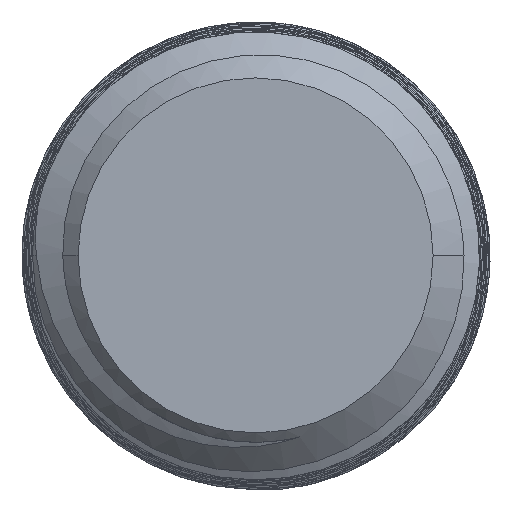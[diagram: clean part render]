
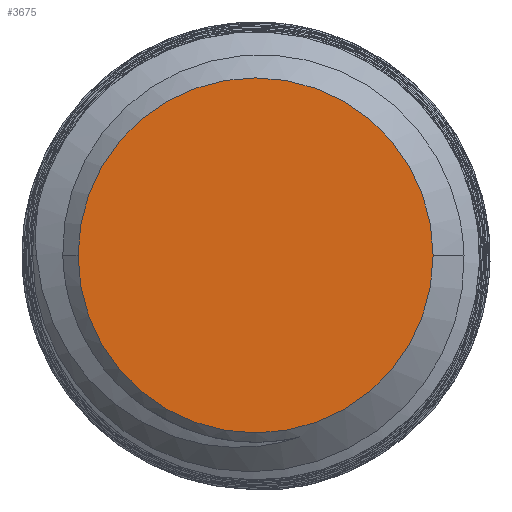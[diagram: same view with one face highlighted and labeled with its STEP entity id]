
A CAD part, top view. The second image highlights one B-rep face of the part: STEP entity #3675.
In plain terms, the highlighted planar face has unit normal (0, 0, 1).
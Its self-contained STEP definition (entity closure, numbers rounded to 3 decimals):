
#3594 = EDGE_CURVE('',#3595,#3597,#3599,.T.);
#3595 = VERTEX_POINT('',#3596);
#3596 = CARTESIAN_POINT('',(5.068,0.,
    0.));
#3597 = VERTEX_POINT('',#3598);
#3598 = CARTESIAN_POINT('',(-5.314,0.,
    0.));
#3599 = CIRCLE('',#3600,5.191);
#3600 = AXIS2_PLACEMENT_3D('',#3601,#3602,#3603);
#3601 = CARTESIAN_POINT('',(-0.123,0.,
    0.));
#3602 = DIRECTION('',(0.,0.,-1.));
#3603 = DIRECTION('',(1.,0.,0.));
#3649 = EDGE_CURVE('',#3597,#3595,#3650,.T.);
#3650 = CIRCLE('',#3651,5.191);
#3651 = AXIS2_PLACEMENT_3D('',#3652,#3653,#3654);
#3652 = CARTESIAN_POINT('',(-0.123,0.,
    0.));
#3653 = DIRECTION('',(0.,0.,-1.));
#3654 = DIRECTION('',(1.,0.,0.));
#3675 = ADVANCED_FACE('',(#3676),#3680,.T.);
#3676 = FACE_BOUND('',#3677,.T.);
#3677 = EDGE_LOOP('',(#3678,#3679));
#3678 = ORIENTED_EDGE('',*,*,#3594,.F.);
#3679 = ORIENTED_EDGE('',*,*,#3649,.F.);
#3680 = PLANE('',#3681);
#3681 = AXIS2_PLACEMENT_3D('',#3682,#3683,#3684);
#3682 = CARTESIAN_POINT('',(5.13,5.253,
    0.));
#3683 = DIRECTION('',(0.,0.,1.));
#3684 = DIRECTION('',(-1.,0.,0.));
